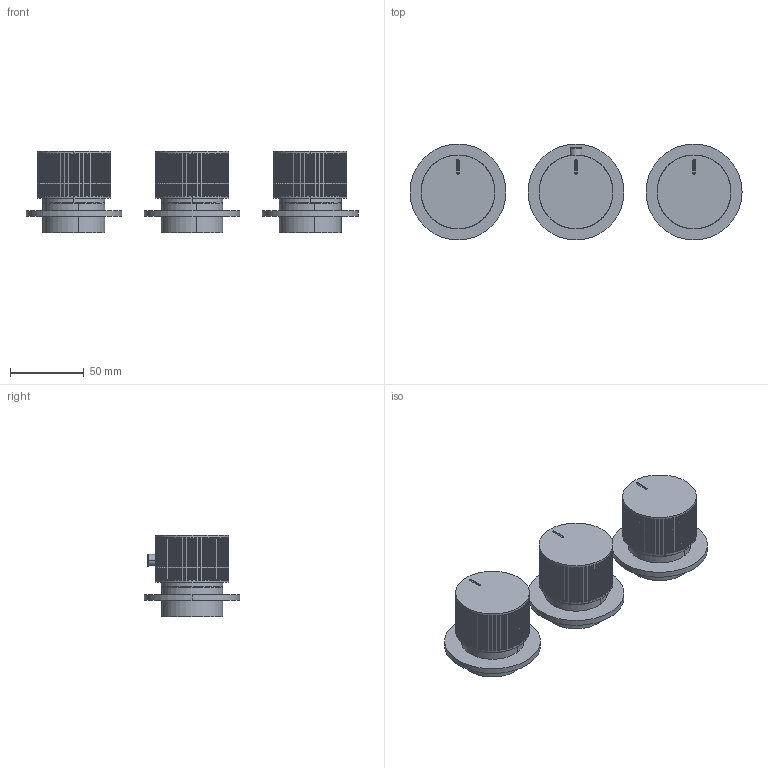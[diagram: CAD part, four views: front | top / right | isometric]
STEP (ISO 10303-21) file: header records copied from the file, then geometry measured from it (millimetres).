
FILE_DESCRIPTION (( 'STEP AP214' ), '1' );
FILE_NAME ('CO321LRV.F_STEP_v10524.STEP', '2024-05-15T12:34:26', ( '' ), ( '' ), 'SwSTEP 2.0', 'SolidWorks 2019', '' );
FILE_SCHEMA (( 'AUTOMOTIVE_DESIGN' ));
Length unit declared in the file: millimetre
Products named in the file (5): Fluted SHOWER handles_DIVERTER H35mm_v11023.step; COS_Mini Plates_v10224_65MM CLASSIC; VB_Shroud_VISUAL ONLY_v10524; Fluted SHOWER handles_THERMO H35mm_v11023.step; CO321LRV.F_STEP_v10524
Assembly tree (9 placements, depth 2):
  CO321LRV.F_STEP_v10524
    COS_Mini Plates_v10224_65MM CLASSIC  x3
    VB_Shroud_VISUAL ONLY_v10524  x3
    Fluted SHOWER handles_DIVERTER H35mm_v11023.step  x2
    Fluted SHOWER handles_THERMO H35mm_v11023.step
Bounding box: 225 x 65 x 55.2 mm (x, y, z)
Volume: 231696.6 mm3; surface area: 68435.9 mm2
Topology: 9 solids, 9 shells, 1817 faces, 4126 edges, 2505 vertices
Faces by surface type: cylinder 863, plane 580, torus 374
Entity records: 37624 total; most frequent: CARTESIAN_POINT 9962, DIRECTION 6050, ORIENTED_EDGE 5496, EDGE_CURVE 2748, AXIS2_PLACEMENT_3D 2364, VERTEX_POINT 1668, EDGE_LOOP 1328, VECTOR 1322
